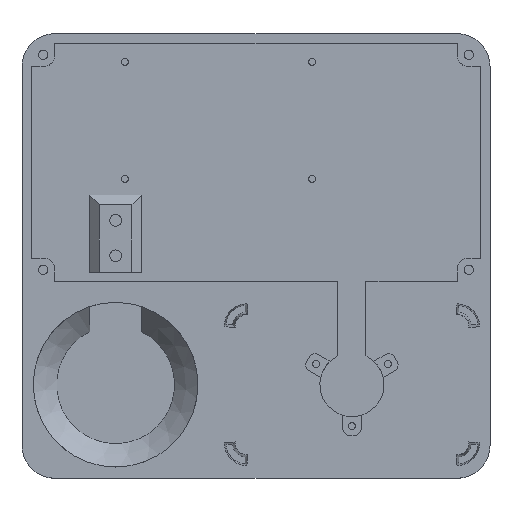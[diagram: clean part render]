
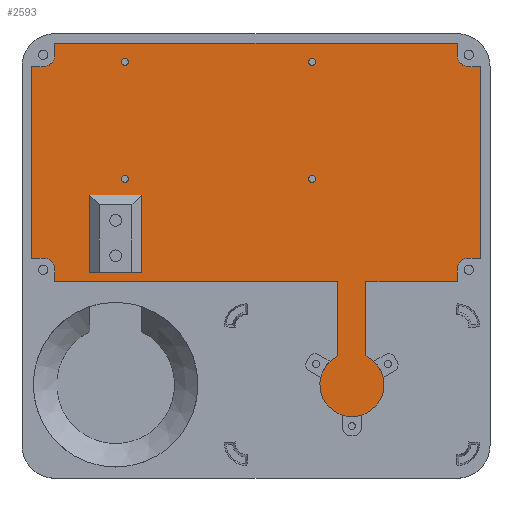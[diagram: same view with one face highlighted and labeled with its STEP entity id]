
A CAD part, top view. The second image highlights one B-rep face of the part: STEP entity #2593.
In plain terms, the highlighted planar face has unit normal (0, 0, 1).
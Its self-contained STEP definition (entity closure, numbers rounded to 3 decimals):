
#148=FACE_BOUND('',#526,.T.);
#149=FACE_BOUND('',#527,.T.);
#150=FACE_BOUND('',#528,.T.);
#151=FACE_BOUND('',#529,.T.);
#152=FACE_BOUND('',#530,.T.);
#171=CIRCLE('',#2700,5.);
#174=CIRCLE('',#2704,5.);
#176=CIRCLE('',#2707,5.);
#177=CIRCLE('',#2709,5.);
#183=CIRCLE('',#2720,1.5);
#185=CIRCLE('',#2724,1.5);
#187=CIRCLE('',#2728,1.5);
#189=CIRCLE('',#2732,1.5);
#215=CIRCLE('',#2784,13.7);
#353=FACE_OUTER_BOUND('',#525,.T.);
#525=EDGE_LOOP('',(#2163,#2164,#2165,#2166,#2167,#2168,#2169,#2170,#2171,
#2172,#2173,#2174,#2175,#2176,#2177,#2178,#2179,#2180,#2181,#2182,#2183,
#2184));
#526=EDGE_LOOP('',(#2185));
#527=EDGE_LOOP('',(#2186));
#528=EDGE_LOOP('',(#2187));
#529=EDGE_LOOP('',(#2188));
#530=EDGE_LOOP('',(#2189,#2190,#2191,#2192));
#706=LINE('',#3960,#932);
#710=LINE('',#3967,#936);
#713=LINE('',#3973,#939);
#714=LINE('',#3976,#940);
#718=LINE('',#3984,#944);
#739=LINE('',#8843,#965);
#746=LINE('',#8859,#972);
#752=LINE('',#8872,#978);
#755=LINE('',#8876,#981);
#756=LINE('',#8878,#982);
#757=LINE('',#8880,#983);
#758=LINE('',#8882,#984);
#759=LINE('',#8883,#985);
#760=LINE('',#8885,#986);
#761=LINE('',#8887,#987);
#762=LINE('',#8888,#988);
#763=LINE('',#8890,#989);
#764=LINE('',#8892,#990);
#765=LINE('',#8893,#991);
#766=LINE('',#8894,#992);
#767=LINE('',#8895,#993);
#932=VECTOR('',#3269,10.);
#936=VECTOR('',#3275,10.);
#939=VECTOR('',#3280,10.);
#940=VECTOR('',#3283,10.);
#944=VECTOR('',#3287,10.);
#965=VECTOR('',#3348,10.);
#972=VECTOR('',#3365,10.);
#978=VECTOR('',#3373,10.);
#981=VECTOR('',#3378,10.);
#982=VECTOR('',#3381,10.);
#983=VECTOR('',#3382,10.);
#984=VECTOR('',#3383,10.);
#985=VECTOR('',#3384,10.);
#986=VECTOR('',#3385,10.);
#987=VECTOR('',#3386,10.);
#988=VECTOR('',#3387,10.);
#989=VECTOR('',#3388,10.);
#990=VECTOR('',#3389,10.);
#991=VECTOR('',#3390,10.);
#992=VECTOR('',#3391,10.);
#993=VECTOR('',#3392,10.);
#1092=VERTEX_POINT('',#3735);
#1093=VERTEX_POINT('',#3737);
#1098=VERTEX_POINT('',#3749);
#1099=VERTEX_POINT('',#3751);
#1102=VERTEX_POINT('',#3759);
#1103=VERTEX_POINT('',#3761);
#1104=VERTEX_POINT('',#3765);
#1105=VERTEX_POINT('',#3767);
#1112=VERTEX_POINT('',#3791);
#1114=VERTEX_POINT('',#3798);
#1116=VERTEX_POINT('',#3805);
#1118=VERTEX_POINT('',#3812);
#1163=VERTEX_POINT('',#3949);
#1164=VERTEX_POINT('',#3951);
#1167=VERTEX_POINT('',#3959);
#1169=VERTEX_POINT('',#3965);
#1171=VERTEX_POINT('',#3971);
#1172=VERTEX_POINT('',#3975);
#1175=VERTEX_POINT('',#3981);
#1176=VERTEX_POINT('',#3983);
#1238=VERTEX_POINT('',#8857);
#1239=VERTEX_POINT('',#8858);
#1244=VERTEX_POINT('',#8869);
#1245=VERTEX_POINT('',#8871);
#1246=VERTEX_POINT('',#8879);
#1247=VERTEX_POINT('',#8881);
#1248=VERTEX_POINT('',#8884);
#1249=VERTEX_POINT('',#8886);
#1250=VERTEX_POINT('',#8889);
#1251=VERTEX_POINT('',#8891);
#1357=EDGE_CURVE('',#1092,#1093,#171,.T.);
#1364=EDGE_CURVE('',#1098,#1099,#174,.T.);
#1369=EDGE_CURVE('',#1102,#1103,#176,.T.);
#1372=EDGE_CURVE('',#1104,#1105,#177,.T.);
#1384=EDGE_CURVE('',#1112,#1112,#183,.T.);
#1387=EDGE_CURVE('',#1114,#1114,#185,.T.);
#1390=EDGE_CURVE('',#1116,#1116,#187,.T.);
#1393=EDGE_CURVE('',#1118,#1118,#189,.T.);
#1460=EDGE_CURVE('',#1163,#1164,#215,.T.);
#1464=EDGE_CURVE('',#1164,#1167,#706,.T.);
#1468=EDGE_CURVE('',#1169,#1163,#710,.T.);
#1471=EDGE_CURVE('',#1171,#1169,#713,.T.);
#1472=EDGE_CURVE('',#1167,#1172,#714,.T.);
#1476=EDGE_CURVE('',#1175,#1176,#718,.T.);
#1559=EDGE_CURVE('',#1175,#1172,#739,.T.);
#1567=EDGE_CURVE('',#1238,#1239,#746,.T.);
#1573=EDGE_CURVE('',#1244,#1245,#752,.T.);
#1576=EDGE_CURVE('',#1245,#1238,#755,.T.);
#1577=EDGE_CURVE('',#1103,#1171,#756,.T.);
#1578=EDGE_CURVE('',#1246,#1102,#757,.T.);
#1579=EDGE_CURVE('',#1247,#1246,#758,.T.);
#1580=EDGE_CURVE('',#1105,#1247,#759,.T.);
#1581=EDGE_CURVE('',#1248,#1104,#760,.T.);
#1582=EDGE_CURVE('',#1249,#1248,#761,.T.);
#1583=EDGE_CURVE('',#1099,#1249,#762,.T.);
#1584=EDGE_CURVE('',#1250,#1098,#763,.T.);
#1585=EDGE_CURVE('',#1251,#1250,#764,.T.);
#1586=EDGE_CURVE('',#1093,#1251,#765,.T.);
#1587=EDGE_CURVE('',#1176,#1092,#766,.T.);
#1588=EDGE_CURVE('',#1244,#1239,#767,.T.);
#2163=ORIENTED_EDGE('',*,*,#1559,.T.);
#2164=ORIENTED_EDGE('',*,*,#1472,.F.);
#2165=ORIENTED_EDGE('',*,*,#1464,.F.);
#2166=ORIENTED_EDGE('',*,*,#1460,.F.);
#2167=ORIENTED_EDGE('',*,*,#1468,.F.);
#2168=ORIENTED_EDGE('',*,*,#1471,.F.);
#2169=ORIENTED_EDGE('',*,*,#1577,.F.);
#2170=ORIENTED_EDGE('',*,*,#1369,.F.);
#2171=ORIENTED_EDGE('',*,*,#1578,.F.);
#2172=ORIENTED_EDGE('',*,*,#1579,.F.);
#2173=ORIENTED_EDGE('',*,*,#1580,.F.);
#2174=ORIENTED_EDGE('',*,*,#1372,.F.);
#2175=ORIENTED_EDGE('',*,*,#1581,.F.);
#2176=ORIENTED_EDGE('',*,*,#1582,.F.);
#2177=ORIENTED_EDGE('',*,*,#1583,.F.);
#2178=ORIENTED_EDGE('',*,*,#1364,.F.);
#2179=ORIENTED_EDGE('',*,*,#1584,.F.);
#2180=ORIENTED_EDGE('',*,*,#1585,.F.);
#2181=ORIENTED_EDGE('',*,*,#1586,.F.);
#2182=ORIENTED_EDGE('',*,*,#1357,.F.);
#2183=ORIENTED_EDGE('',*,*,#1587,.F.);
#2184=ORIENTED_EDGE('',*,*,#1476,.F.);
#2185=ORIENTED_EDGE('',*,*,#1384,.T.);
#2186=ORIENTED_EDGE('',*,*,#1387,.T.);
#2187=ORIENTED_EDGE('',*,*,#1390,.T.);
#2188=ORIENTED_EDGE('',*,*,#1393,.T.);
#2189=ORIENTED_EDGE('',*,*,#1588,.T.);
#2190=ORIENTED_EDGE('',*,*,#1567,.F.);
#2191=ORIENTED_EDGE('',*,*,#1576,.F.);
#2192=ORIENTED_EDGE('',*,*,#1573,.F.);
#2465=PLANE('',#2817);
#2593=ADVANCED_FACE('',(#353,#148,#149,#150,#151,#152),#2465,.T.);
#2700=AXIS2_PLACEMENT_3D('',#3738,#3034,#3035);
#2704=AXIS2_PLACEMENT_3D('',#3752,#3046,#3047);
#2707=AXIS2_PLACEMENT_3D('',#3762,#3055,#3056);
#2709=AXIS2_PLACEMENT_3D('',#3768,#3061,#3062);
#2720=AXIS2_PLACEMENT_3D('',#3792,#3089,#3090);
#2724=AXIS2_PLACEMENT_3D('',#3799,#3098,#3099);
#2728=AXIS2_PLACEMENT_3D('',#3806,#3107,#3108);
#2732=AXIS2_PLACEMENT_3D('',#3813,#3116,#3117);
#2784=AXIS2_PLACEMENT_3D('',#3952,#3261,#3262);
#2817=AXIS2_PLACEMENT_3D('',#8877,#3379,#3380);
#3034=DIRECTION('center_axis',(0.,0.,1.));
#3035=DIRECTION('ref_axis',(-1.,0.,0.));
#3046=DIRECTION('center_axis',(0.,0.,1.));
#3047=DIRECTION('ref_axis',(-1.,0.,0.));
#3055=DIRECTION('center_axis',(0.,0.,1.));
#3056=DIRECTION('ref_axis',(-1.,0.,0.));
#3061=DIRECTION('center_axis',(0.,0.,1.));
#3062=DIRECTION('ref_axis',(-1.,0.,0.));
#3089=DIRECTION('center_axis',(0.,0.,-1.));
#3090=DIRECTION('ref_axis',(-1.,0.,0.));
#3098=DIRECTION('center_axis',(0.,0.,-1.));
#3099=DIRECTION('ref_axis',(-1.,0.,0.));
#3107=DIRECTION('center_axis',(0.,0.,-1.));
#3108=DIRECTION('ref_axis',(-1.,0.,0.));
#3116=DIRECTION('center_axis',(0.,0.,-1.));
#3117=DIRECTION('ref_axis',(-1.,0.,0.));
#3261=DIRECTION('center_axis',(0.,0.,-1.));
#3262=DIRECTION('ref_axis',(-1.,0.,0.));
#3269=DIRECTION('',(0.,1.,0.));
#3275=DIRECTION('',(0.,-1.,0.));
#3280=DIRECTION('',(-1.,0.,0.));
#3283=DIRECTION('',(-1.,0.,0.));
#3287=DIRECTION('',(-1.,0.,0.));
#3348=DIRECTION('',(1.,0.,0.));
#3365=DIRECTION('',(0.,-1.,0.));
#3373=DIRECTION('',(0.,1.,0.));
#3378=DIRECTION('',(-1.,0.,0.));
#3379=DIRECTION('center_axis',(0.,0.,1.));
#3380=DIRECTION('ref_axis',(-1.,0.,0.));
#3381=DIRECTION('',(0.,-1.,0.));
#3382=DIRECTION('',(-1.,0.,0.));
#3383=DIRECTION('',(0.,-1.,0.));
#3384=DIRECTION('',(1.,0.,0.));
#3385=DIRECTION('',(0.,-1.,0.));
#3386=DIRECTION('',(1.,0.,0.));
#3387=DIRECTION('',(0.,1.,0.));
#3388=DIRECTION('',(1.,0.,0.));
#3389=DIRECTION('',(0.,1.,0.));
#3390=DIRECTION('',(-1.,0.,0.));
#3391=DIRECTION('',(0.,1.,0.));
#3392=DIRECTION('',(-1.,0.,0.));
#3735=CARTESIAN_POINT('',(14.05,89.05,10.));
#3737=CARTESIAN_POINT('',(9.05,94.05,10.));
#3738=CARTESIAN_POINT('Origin',(9.05,89.05,10.));
#3749=CARTESIAN_POINT('',(9.05,175.95,10.));
#3751=CARTESIAN_POINT('',(14.05,180.95,10.));
#3752=CARTESIAN_POINT('Origin',(9.05,180.95,10.));
#3759=CARTESIAN_POINT('',(190.95,94.05,10.));
#3761=CARTESIAN_POINT('',(185.95,89.05,10.));
#3762=CARTESIAN_POINT('Origin',(190.95,89.05,10.));
#3765=CARTESIAN_POINT('',(185.95,180.95,10.));
#3767=CARTESIAN_POINT('',(190.95,175.95,10.));
#3768=CARTESIAN_POINT('Origin',(190.95,180.95,10.));
#3791=CARTESIAN_POINT('',(45.5,128.,10.));
#3792=CARTESIAN_POINT('Origin',(44.,128.,10.));
#3798=CARTESIAN_POINT('',(45.5,178.,10.));
#3799=CARTESIAN_POINT('Origin',(44.,178.,10.));
#3805=CARTESIAN_POINT('',(125.5,128.,10.));
#3806=CARTESIAN_POINT('Origin',(124.,128.,10.));
#3812=CARTESIAN_POINT('',(125.5,178.,10.));
#3813=CARTESIAN_POINT('Origin',(124.,178.,10.));
#3949=CARTESIAN_POINT('',(147.,52.316,10.));
#3951=CARTESIAN_POINT('',(135.,52.316,10.));
#3952=CARTESIAN_POINT('Origin',(141.,40.,10.));
#3959=CARTESIAN_POINT('',(135.,84.,10.));
#3960=CARTESIAN_POINT('',(135.,52.316,10.));
#3965=CARTESIAN_POINT('',(147.,84.,10.));
#3967=CARTESIAN_POINT('',(147.,52.316,10.));
#3971=CARTESIAN_POINT('',(185.95,84.,10.));
#3973=CARTESIAN_POINT('',(14.05,84.,10.));
#3975=CARTESIAN_POINT('',(51.,84.,10.));
#3976=CARTESIAN_POINT('',(14.05,84.,10.));
#3981=CARTESIAN_POINT('',(29.,84.,10.));
#3983=CARTESIAN_POINT('',(14.05,84.,10.));
#3984=CARTESIAN_POINT('',(14.05,84.,10.));
#8843=CARTESIAN_POINT('',(64.5,84.,10.));
#8857=CARTESIAN_POINT('',(29.,121.,10.));
#8858=CARTESIAN_POINT('',(29.,88.,10.));
#8859=CARTESIAN_POINT('',(29.,126.,10.));
#8869=CARTESIAN_POINT('',(51.,88.,10.));
#8871=CARTESIAN_POINT('',(51.,121.,10.));
#8872=CARTESIAN_POINT('',(51.,111.5,10.));
#8876=CARTESIAN_POINT('',(73.5,121.,10.));
#8877=CARTESIAN_POINT('Origin',(100.,135.,10.));
#8878=CARTESIAN_POINT('',(185.95,89.05,10.));
#8879=CARTESIAN_POINT('',(196.,94.05,10.));
#8880=CARTESIAN_POINT('',(190.95,94.05,10.));
#8881=CARTESIAN_POINT('',(196.,175.95,10.));
#8882=CARTESIAN_POINT('',(196.,175.95,10.));
#8883=CARTESIAN_POINT('',(190.95,175.95,10.));
#8884=CARTESIAN_POINT('',(185.95,186.,10.));
#8885=CARTESIAN_POINT('',(185.95,180.95,10.));
#8886=CARTESIAN_POINT('',(14.05,186.,10.));
#8887=CARTESIAN_POINT('',(14.05,186.,10.));
#8888=CARTESIAN_POINT('',(14.05,180.95,10.));
#8889=CARTESIAN_POINT('',(4.,175.95,10.));
#8890=CARTESIAN_POINT('',(9.05,175.95,10.));
#8891=CARTESIAN_POINT('',(4.,94.05,10.));
#8892=CARTESIAN_POINT('',(4.,175.95,10.));
#8893=CARTESIAN_POINT('',(9.05,94.05,10.));
#8894=CARTESIAN_POINT('',(14.05,89.05,10.));
#8895=CARTESIAN_POINT('',(66.5,88.,10.));
